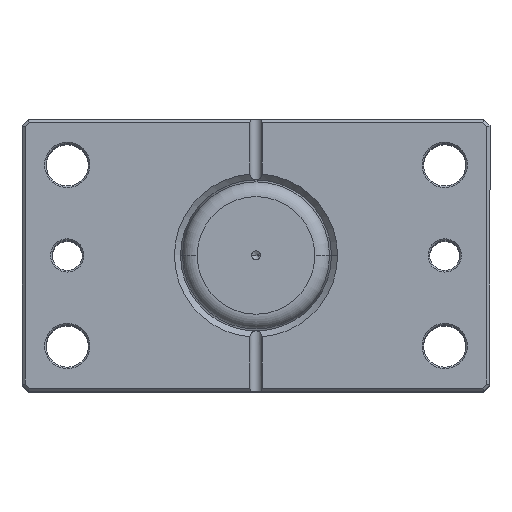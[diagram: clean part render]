
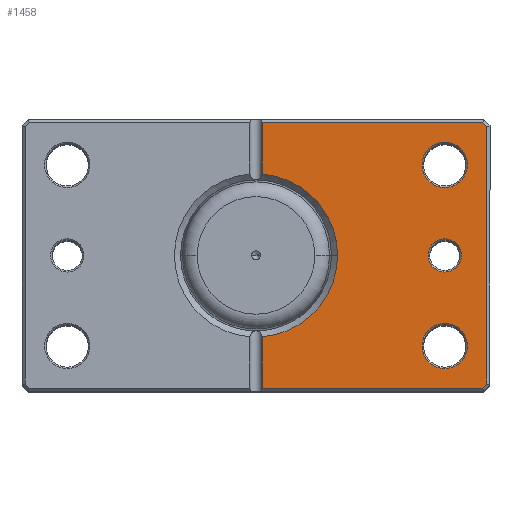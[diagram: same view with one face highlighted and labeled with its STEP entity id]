
A CAD part, top view. The second image highlights one B-rep face of the part: STEP entity #1458.
In plain terms, the highlighted face is planar.
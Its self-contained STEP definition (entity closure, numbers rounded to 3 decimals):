
#82 = VERTEX_POINT ( 'NONE', #6774 ) ;
#156 = ORIENTED_EDGE ( 'NONE', *, *, #861, .T. ) ;
#185 = AXIS2_PLACEMENT_3D ( 'NONE', #3673, #1555, #2092 ) ;
#224 = DIRECTION ( 'NONE',  ( -1., 0., 0. ) ) ;
#274 = DIRECTION ( 'NONE',  ( 0., 0., 1. ) ) ;
#343 = VECTOR ( 'NONE', #1318, 1000. ) ;
#367 = ORIENTED_EDGE ( 'NONE', *, *, #710, .T. ) ;
#419 = ORIENTED_EDGE ( 'NONE', *, *, #3882, .T. ) ;
#539 = AXIS2_PLACEMENT_3D ( 'NONE', #4234, #1580, #2125 ) ;
#622 = CARTESIAN_POINT ( 'NONE',  ( -76.5, 0., 0. ) ) ;
#710 = EDGE_CURVE ( 'NONE', #6937, #3662, #5118, .T. ) ;
#734 = PLANE ( 'NONE',  #4976 ) ;
#772 = CARTESIAN_POINT ( 'NONE',  ( -59.543, 59.543, 0. ) ) ;
#808 = DIRECTION ( 'NONE',  ( 0., 0., 1. ) ) ;
#827 = ORIENTED_EDGE ( 'NONE', *, *, #3396, .T. ) ;
#828 = CARTESIAN_POINT ( 'NONE',  ( -75.086, 44., 0. ) ) ;
#861 = EDGE_CURVE ( 'NONE', #1655, #3820, #3099, .T. ) ;
#868 = EDGE_CURVE ( 'NONE', #1210, #1394, #1671, .T. ) ;
#911 = LINE ( 'NONE', #4988, #5022 ) ;
#990 = CARTESIAN_POINT ( 'NONE',  ( 0., 0., 0. ) ) ;
#1030 = EDGE_LOOP ( 'NONE', ( #2783, #156 ) ) ;
#1054 = VERTEX_POINT ( 'NONE', #4860 ) ;
#1167 = VECTOR ( 'NONE', #5278, 1000. ) ;
#1210 = VERTEX_POINT ( 'NONE', #1259 ) ;
#1259 = CARTESIAN_POINT ( 'NONE',  ( -57., 0., 0. ) ) ;
#1288 = ORIENTED_EDGE ( 'NONE', *, *, #3600, .T. ) ;
#1294 = DIRECTION ( 'NONE',  ( 0., -1., 0. ) ) ;
#1318 = DIRECTION ( 'NONE',  ( 0.707, 0.707, 0. ) ) ;
#1394 = VERTEX_POINT ( 'NONE', #3482 ) ;
#1455 = CARTESIAN_POINT ( 'NONE',  ( -76.5, -42.586, 0. ) ) ;
#1458 = ADVANCED_FACE ( 'NONE', ( #3991, #2916, #6673, #2583 ), #734, .F. ) ;
#1469 = CARTESIAN_POINT ( 'NONE',  ( -59.543, -59.543, 0. ) ) ;
#1555 = DIRECTION ( 'NONE',  ( 0., 0., 1. ) ) ;
#1580 = DIRECTION ( 'NONE',  ( 0., 0., 1. ) ) ;
#1608 = LINE ( 'NONE', #1469, #4271 ) ;
#1641 = CARTESIAN_POINT ( 'NONE',  ( -62.5, 30., 0. ) ) ;
#1655 = VERTEX_POINT ( 'NONE', #4263 ) ;
#1671 = CIRCLE ( 'NONE', #539, 5.5 ) ;
#1722 = EDGE_CURVE ( 'NONE', #6718, #1054, #4403, .T. ) ;
#1814 = ORIENTED_EDGE ( 'NONE', *, *, #5901, .T. ) ;
#1833 = ORIENTED_EDGE ( 'NONE', *, *, #2302, .T. ) ;
#2092 = DIRECTION ( 'NONE',  ( 1., 0., 0. ) ) ;
#2125 = DIRECTION ( 'NONE',  ( 1., 0., 0. ) ) ;
#2161 = DIRECTION ( 'NONE',  ( 0., 0., 1. ) ) ;
#2172 = DIRECTION ( 'NONE',  ( 1., 0., 0. ) ) ;
#2230 = DIRECTION ( 'NONE',  ( 0., 0., 1. ) ) ;
#2234 = CARTESIAN_POINT ( 'NONE',  ( -75.086, -44., 0. ) ) ;
#2302 = EDGE_CURVE ( 'NONE', #6022, #4188, #6081, .T. ) ;
#2390 = CARTESIAN_POINT ( 'NONE',  ( -2., 45., 0. ) ) ;
#2439 = VECTOR ( 'NONE', #224, 1000. ) ;
#2583 = FACE_OUTER_BOUND ( 'NONE', #4132, .T. ) ;
#2783 = ORIENTED_EDGE ( 'NONE', *, *, #4604, .T. ) ;
#2808 = DIRECTION ( 'NONE',  ( 0., 1., 0. ) ) ;
#2904 = ORIENTED_EDGE ( 'NONE', *, *, #5440, .T. ) ;
#2916 = FACE_BOUND ( 'NONE', #1030, .T. ) ;
#2922 = CARTESIAN_POINT ( 'NONE',  ( 0., -44., 0. ) ) ;
#2936 = AXIS2_PLACEMENT_3D ( 'NONE', #3495, #274, #4039 ) ;
#2987 = DIRECTION ( 'NONE',  ( 1., 0., 0. ) ) ;
#3099 = CIRCLE ( 'NONE', #185, 7.5 ) ;
#3194 = CIRCLE ( 'NONE', #4354, 7.5 ) ;
#3217 = CARTESIAN_POINT ( 'NONE',  ( -55., 30., 0. ) ) ;
#3234 = AXIS2_PLACEMENT_3D ( 'NONE', #5443, #2230, #5998 ) ;
#3379 = ORIENTED_EDGE ( 'NONE', *, *, #1722, .T. ) ;
#3396 = EDGE_CURVE ( 'NONE', #82, #6718, #6053, .T. ) ;
#3418 = CIRCLE ( 'NONE', #3234, 7.5 ) ;
#3467 = EDGE_CURVE ( 'NONE', #3662, #6027, #1608, .T. ) ;
#3469 = ORIENTED_EDGE ( 'NONE', *, *, #6351, .T. ) ;
#3482 = CARTESIAN_POINT ( 'NONE',  ( -68., 0., 0. ) ) ;
#3495 = CARTESIAN_POINT ( 'NONE',  ( 0., 0., 0. ) ) ;
#3600 = EDGE_CURVE ( 'NONE', #5165, #5251, #6613, .T. ) ;
#3662 = VERTEX_POINT ( 'NONE', #2234 ) ;
#3673 = CARTESIAN_POINT ( 'NONE',  ( -62.5, -30., 0. ) ) ;
#3768 = LINE ( 'NONE', #2390, #5208 ) ;
#3820 = VERTEX_POINT ( 'NONE', #5702 ) ;
#3882 = EDGE_CURVE ( 'NONE', #5251, #5165, #3194, .T. ) ;
#3991 = FACE_BOUND ( 'NONE', #4067, .T. ) ;
#4020 = CARTESIAN_POINT ( 'NONE',  ( -62.5, 0., 0. ) ) ;
#4039 = DIRECTION ( 'NONE',  ( 1., 0., 0. ) ) ;
#4067 = EDGE_LOOP ( 'NONE', ( #4450, #6312 ) ) ;
#4132 = EDGE_LOOP ( 'NONE', ( #3469, #827, #3379, #1814, #367, #5975, #2904, #1833, #5426 ) ) ;
#4188 = VERTEX_POINT ( 'NONE', #828 ) ;
#4234 = CARTESIAN_POINT ( 'NONE',  ( -62.5, 0., 0. ) ) ;
#4263 = CARTESIAN_POINT ( 'NONE',  ( -55., -30., 0. ) ) ;
#4271 = VECTOR ( 'NONE', #6795, 1000. ) ;
#4354 = AXIS2_PLACEMENT_3D ( 'NONE', #5371, #2161, #5918 ) ;
#4403 = CIRCLE ( 'NONE', #4480, 27. ) ;
#4450 = ORIENTED_EDGE ( 'NONE', *, *, #5921, .T. ) ;
#4460 = LINE ( 'NONE', #622, #5550 ) ;
#4480 = AXIS2_PLACEMENT_3D ( 'NONE', #990, #5294, #6228 ) ;
#4575 = DIRECTION ( 'NONE',  ( 1., 0., 0. ) ) ;
#4604 = EDGE_CURVE ( 'NONE', #3820, #1655, #3418, .T. ) ;
#4712 = VERTEX_POINT ( 'NONE', #4979 ) ;
#4860 = CARTESIAN_POINT ( 'NONE',  ( -2., -26.926, 0. ) ) ;
#4976 = AXIS2_PLACEMENT_3D ( 'NONE', #6087, #6762, #2987 ) ;
#4979 = CARTESIAN_POINT ( 'NONE',  ( -2., 44., 0. ) ) ;
#4988 = CARTESIAN_POINT ( 'NONE',  ( -2., 45., 0. ) ) ;
#5022 = VECTOR ( 'NONE', #1294, 1000. ) ;
#5118 = LINE ( 'NONE', #2922, #2439 ) ;
#5165 = VERTEX_POINT ( 'NONE', #3217 ) ;
#5172 = CARTESIAN_POINT ( 'NONE',  ( -76.5, 42.586, 0. ) ) ;
#5208 = VECTOR ( 'NONE', #5593, 1000. ) ;
#5251 = VERTEX_POINT ( 'NONE', #5303 ) ;
#5254 = EDGE_LOOP ( 'NONE', ( #419, #1288 ) ) ;
#5278 = DIRECTION ( 'NONE',  ( 1., 0., 0. ) ) ;
#5282 = AXIS2_PLACEMENT_3D ( 'NONE', #4020, #808, #4575 ) ;
#5294 = DIRECTION ( 'NONE',  ( 0., 0., 1. ) ) ;
#5303 = CARTESIAN_POINT ( 'NONE',  ( -70., 30., 0. ) ) ;
#5371 = CARTESIAN_POINT ( 'NONE',  ( -62.5, 30., 0. ) ) ;
#5380 = DIRECTION ( 'NONE',  ( 0., 0., 1. ) ) ;
#5426 = ORIENTED_EDGE ( 'NONE', *, *, #6121, .T. ) ;
#5440 = EDGE_CURVE ( 'NONE', #6027, #6022, #4460, .T. ) ;
#5443 = CARTESIAN_POINT ( 'NONE',  ( -62.5, -30., 0. ) ) ;
#5550 = VECTOR ( 'NONE', #2808, 1000. ) ;
#5593 = DIRECTION ( 'NONE',  ( 0., -1., 0. ) ) ;
#5702 = CARTESIAN_POINT ( 'NONE',  ( -70., -30., 0. ) ) ;
#5834 = CARTESIAN_POINT ( 'NONE',  ( -2., -44., 0. ) ) ;
#5901 = EDGE_CURVE ( 'NONE', #1054, #6937, #3768, .T. ) ;
#5918 = DIRECTION ( 'NONE',  ( 1., 0., 0. ) ) ;
#5921 = EDGE_CURVE ( 'NONE', #1394, #1210, #6458, .T. ) ;
#5975 = ORIENTED_EDGE ( 'NONE', *, *, #3467, .T. ) ;
#5998 = DIRECTION ( 'NONE',  ( 1., 0., 0. ) ) ;
#6022 = VERTEX_POINT ( 'NONE', #5172 ) ;
#6027 = VERTEX_POINT ( 'NONE', #1455 ) ;
#6028 = CARTESIAN_POINT ( 'NONE',  ( -27., 0., 0. ) ) ;
#6053 = CIRCLE ( 'NONE', #2936, 27. ) ;
#6081 = LINE ( 'NONE', #772, #343 ) ;
#6087 = CARTESIAN_POINT ( 'NONE',  ( 0., 0., 0. ) ) ;
#6121 = EDGE_CURVE ( 'NONE', #4188, #4712, #6695, .T. ) ;
#6228 = DIRECTION ( 'NONE',  ( 1., 0., 0. ) ) ;
#6312 = ORIENTED_EDGE ( 'NONE', *, *, #868, .T. ) ;
#6350 = CARTESIAN_POINT ( 'NONE',  ( 0., 44., 0. ) ) ;
#6351 = EDGE_CURVE ( 'NONE', #4712, #82, #911, .T. ) ;
#6458 = CIRCLE ( 'NONE', #5282, 5.5 ) ;
#6613 = CIRCLE ( 'NONE', #6767, 7.5 ) ;
#6673 = FACE_BOUND ( 'NONE', #5254, .T. ) ;
#6695 = LINE ( 'NONE', #6350, #1167 ) ;
#6718 = VERTEX_POINT ( 'NONE', #6028 ) ;
#6762 = DIRECTION ( 'NONE',  ( 0., 0., 1. ) ) ;
#6767 = AXIS2_PLACEMENT_3D ( 'NONE', #1641, #5380, #2172 ) ;
#6774 = CARTESIAN_POINT ( 'NONE',  ( -2., 26.926, 0. ) ) ;
#6795 = DIRECTION ( 'NONE',  ( -0.707, 0.707, 0. ) ) ;
#6937 = VERTEX_POINT ( 'NONE', #5834 ) ;
